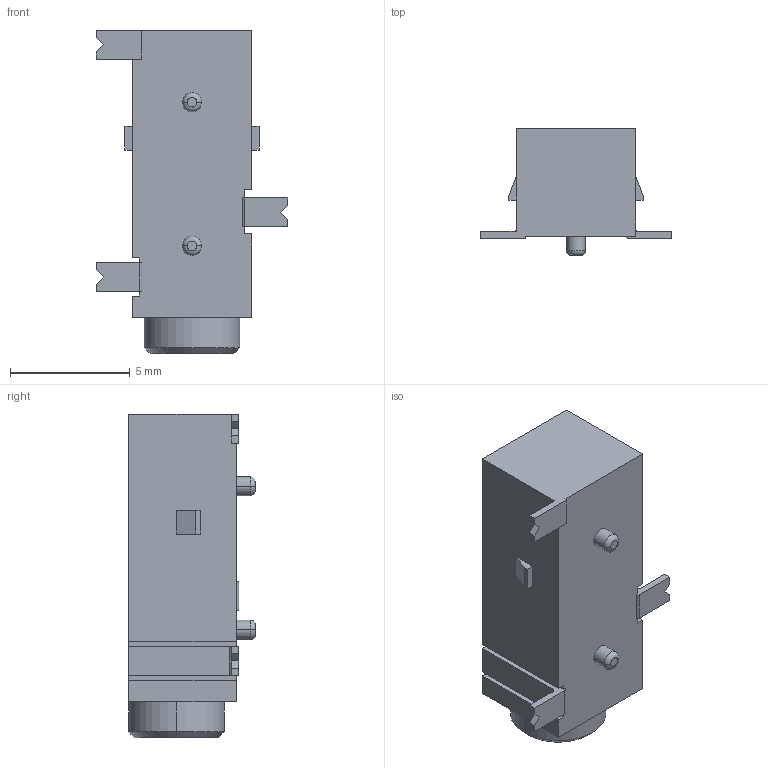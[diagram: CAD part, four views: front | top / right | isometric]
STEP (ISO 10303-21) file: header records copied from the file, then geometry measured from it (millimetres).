
FILE_DESCRIPTION (( 'STEP AP214' ), '1' );
FILE_NAME ('CUI_DEVICES_SJ-2523-SMT-TR.step', '2020-10-28T20:00:10', ( '' ), ( '' ), 'SwSTEP 2.0', 'SolidWorks 2020', '' );
FILE_SCHEMA (( 'AUTOMOTIVE_DESIGN' ));
Length unit declared in the file: inch
Products named in the file (1): CUI_DEVICES_SJ-2523-SMT-TR
Bounding box: 8 x 5.3 x 13.5 mm (x, y, z)
Volume: 282.5 mm3; surface area: 330.8 mm2
Topology: 1 solids, 1 shells, 74 faces, 194 edges, 127 vertices
Faces by surface type: plane 56, cylinder 12, torus 4, cone 2
Entity records: 3233 total; most frequent: CARTESIAN_POINT 396, ORIENTED_EDGE 388, DIRECTION 379, EDGE_CURVE 194, VECTOR 159, LINE 159, VERTEX_POINT 127, AXIS2_PLACEMENT_3D 110
